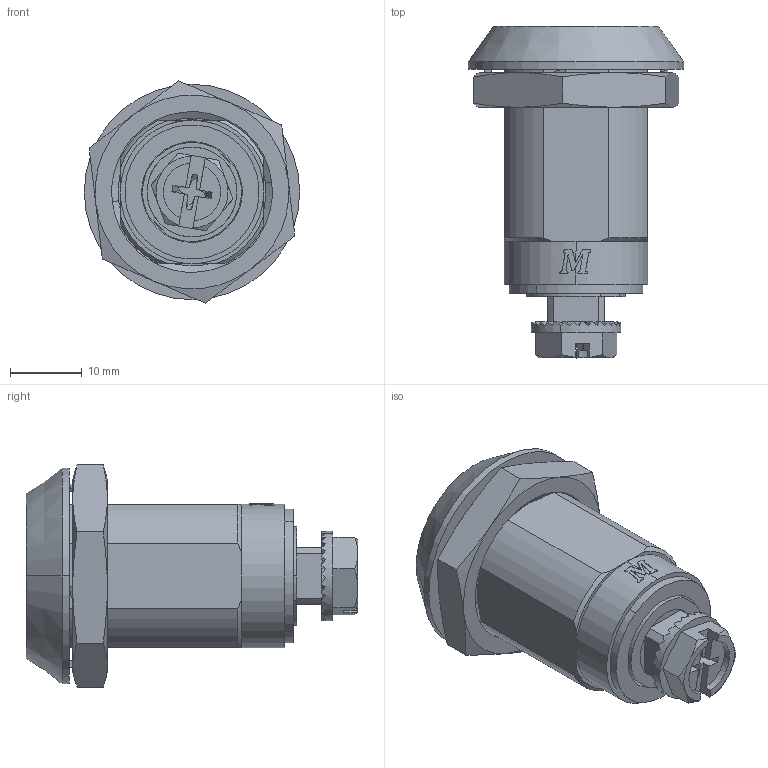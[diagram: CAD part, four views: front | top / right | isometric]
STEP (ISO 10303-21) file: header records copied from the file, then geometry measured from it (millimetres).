
FILE_DESCRIPTION (( 'STEP AP214' ), '1' );
FILE_NAME ('040.1.1.1.13.00.002.STEP', '2017-08-09T11:21:00', ( '' ), ( '' ), 'SwSTEP 2.0', 'SolidWorks 2017', '' );
FILE_SCHEMA (( 'AUTOMOTIVE_DESIGN' ));
Length unit declared in the file: millimetre
Products named in the file (8): 7; 6; 5; 4; 3; 2; 1; 040.1.1.1.13.00.002
Assembly tree (7 placements, depth 2):
  040.1.1.1.13.00.002
    1
    2
    3
    4
    5
    6
    7
Bounding box: 30 x 46.2 x 30.96 mm (x, y, z)
Volume: 13692 mm3; surface area: 13004.6 mm2
Topology: 7 solids, 7 shells, 359 faces, 953 edges, 621 vertices
Faces by surface type: plane 231, cylinder 67, cone 39, bspline 22
Entity records: 14004 total; most frequent: CARTESIAN_POINT 5026, ORIENTED_EDGE 1906, DIRECTION 1683, EDGE_CURVE 953, VERTEX_POINT 621, AXIS2_PLACEMENT_3D 563, VECTOR 557, LINE 557
